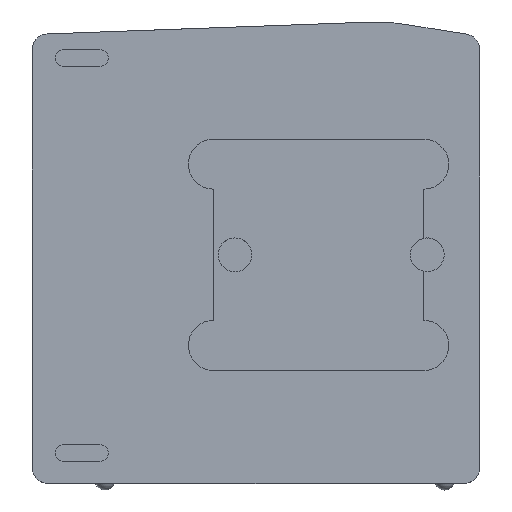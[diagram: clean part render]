
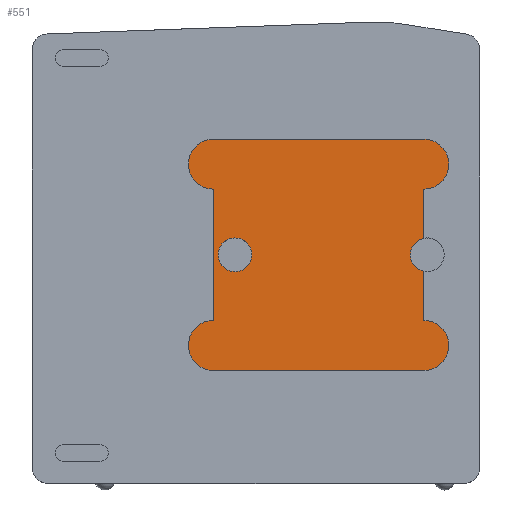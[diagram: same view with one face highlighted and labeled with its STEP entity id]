
A CAD part, top view. The second image highlights one B-rep face of the part: STEP entity #551.
In plain terms, the highlighted planar face has unit normal (0, 0, 1).
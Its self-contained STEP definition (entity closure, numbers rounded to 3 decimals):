
#118 = CARTESIAN_POINT ( 'NONE',  ( -10.646, 61.394, 5.05 ) ) ;
#199 = CARTESIAN_POINT ( 'NONE',  ( -10.646, 21.706, 5.05 ) ) ;
#288 = CARTESIAN_POINT ( 'NONE',  ( -10.646, 40.771, 5.05 ) ) ;
#296 = EDGE_CURVE ( 'NONE', #6165, #6165, #3440, .T. ) ;
#355 = VECTOR ( 'NONE', #6102, 1000. ) ;
#509 = FACE_BOUND ( 'NONE', #5126, .T. ) ;
#551 = ADVANCED_FACE ( 'NONE', ( #4927, #509 ), #7335, .F. ) ;
#683 = CARTESIAN_POINT ( 'NONE',  ( -51.146, 21.706, 5.05 ) ) ;
#725 = DIRECTION ( 'NONE',  ( -1., 0., 0. ) ) ;
#835 = CIRCLE ( 'NONE', #5451, 4.813 ) ;
#879 = ORIENTED_EDGE ( 'NONE', *, *, #296, .F. ) ;
#949 = AXIS2_PLACEMENT_3D ( 'NONE', #1527, #5138, #4939 ) ;
#1062 = ORIENTED_EDGE ( 'NONE', *, *, #1679, .F. ) ;
#1409 = DIRECTION ( 'NONE',  ( 1., 0., 0. ) ) ;
#1455 = DIRECTION ( 'NONE',  ( 0., 0., -1. ) ) ;
#1493 = CARTESIAN_POINT ( 'NONE',  ( -51.146, 61.394, 5.05 ) ) ;
#1527 = CARTESIAN_POINT ( 'NONE',  ( -10., 43.956, 5.05 ) ) ;
#1679 = EDGE_CURVE ( 'NONE', #3840, #3427, #7289, .T. ) ;
#1710 = CARTESIAN_POINT ( 'NONE',  ( -50.25, 43.956, 5.05 ) ) ;
#1838 = ORIENTED_EDGE ( 'NONE', *, *, #5981, .F. ) ;
#1846 = ORIENTED_EDGE ( 'NONE', *, *, #5507, .F. ) ;
#2014 = VERTEX_POINT ( 'NONE', #7548 ) ;
#2029 = VERTEX_POINT ( 'NONE', #288 ) ;
#2215 = EDGE_CURVE ( 'NONE', #4749, #5228, #2851, .T. ) ;
#2273 = CIRCLE ( 'NONE', #2662, 4.813 ) ;
#2351 = LINE ( 'NONE', #6014, #4796 ) ;
#2359 = LINE ( 'NONE', #4869, #355 ) ;
#2386 = DIRECTION ( 'NONE',  ( 0., 1., 0. ) ) ;
#2391 = EDGE_CURVE ( 'NONE', #2014, #3840, #2273, .T. ) ;
#2402 = CARTESIAN_POINT ( 'NONE',  ( -51.146, 31.331, 5.05 ) ) ;
#2608 = VECTOR ( 'NONE', #725, 1000. ) ;
#2662 = AXIS2_PLACEMENT_3D ( 'NONE', #3288, #3276, #3227 ) ;
#2726 = CARTESIAN_POINT ( 'NONE',  ( -51.146, 66.206, 5.05 ) ) ;
#2831 = ORIENTED_EDGE ( 'NONE', *, *, #3137, .F. ) ;
#2851 = CIRCLE ( 'NONE', #6711, 4.813 ) ;
#3065 = ORIENTED_EDGE ( 'NONE', *, *, #2391, .F. ) ;
#3137 = EDGE_CURVE ( 'NONE', #5088, #2029, #3226, .T. ) ;
#3226 = CIRCLE ( 'NONE', #949, 3.25 ) ;
#3227 = DIRECTION ( 'NONE',  ( -1., 0., 0. ) ) ;
#3276 = DIRECTION ( 'NONE',  ( 0., 0., -1. ) ) ;
#3288 = CARTESIAN_POINT ( 'NONE',  ( -10.646, 26.519, 5.05 ) ) ;
#3362 = VERTEX_POINT ( 'NONE', #7384 ) ;
#3427 = VERTEX_POINT ( 'NONE', #4416 ) ;
#3430 = DIRECTION ( 'NONE',  ( -1., 0., 0. ) ) ;
#3439 = DIRECTION ( 'NONE',  ( 0., 0., -1. ) ) ;
#3440 = CIRCLE ( 'NONE', #3553, 3.25 ) ;
#3553 = AXIS2_PLACEMENT_3D ( 'NONE', #4420, #4405, #4396 ) ;
#3578 = LINE ( 'NONE', #2402, #7461 ) ;
#3840 = VERTEX_POINT ( 'NONE', #199 ) ;
#3952 = CARTESIAN_POINT ( 'NONE',  ( -10.646, 47.141, 5.05 ) ) ;
#4032 = ORIENTED_EDGE ( 'NONE', *, *, #2215, .F. ) ;
#4247 = CARTESIAN_POINT ( 'NONE',  ( -10.646, 31.331, 5.05 ) ) ;
#4364 = DIRECTION ( 'NONE',  ( 0., -1., 0. ) ) ;
#4396 = DIRECTION ( 'NONE',  ( -1., 0., 0. ) ) ;
#4405 = DIRECTION ( 'NONE',  ( 0., 0., 1. ) ) ;
#4416 = CARTESIAN_POINT ( 'NONE',  ( -51.146, 21.706, 5.05 ) ) ;
#4420 = CARTESIAN_POINT ( 'NONE',  ( -47., 43.956, 5.05 ) ) ;
#4459 = EDGE_CURVE ( 'NONE', #3362, #7747, #5419, .T. ) ;
#4480 = CARTESIAN_POINT ( 'NONE',  ( -10.646, 56.581, 5.05 ) ) ;
#4647 = EDGE_CURVE ( 'NONE', #7747, #4749, #2359, .T. ) ;
#4749 = VERTEX_POINT ( 'NONE', #7225 ) ;
#4796 = VECTOR ( 'NONE', #6107, 1000. ) ;
#4829 = AXIS2_PLACEMENT_3D ( 'NONE', #118, #3439, #3430 ) ;
#4869 = CARTESIAN_POINT ( 'NONE',  ( -51.146, 66.206, 5.05 ) ) ;
#4870 = ORIENTED_EDGE ( 'NONE', *, *, #7810, .F. ) ;
#4927 = FACE_OUTER_BOUND ( 'NONE', #6594, .T. ) ;
#4939 = DIRECTION ( 'NONE',  ( -1., 0., 0. ) ) ;
#5088 = VERTEX_POINT ( 'NONE', #3952 ) ;
#5126 = EDGE_LOOP ( 'NONE', ( #879 ) ) ;
#5138 = DIRECTION ( 'NONE',  ( 0., 0., 1. ) ) ;
#5228 = VERTEX_POINT ( 'NONE', #4480 ) ;
#5419 = CIRCLE ( 'NONE', #6308, 4.813 ) ;
#5451 = AXIS2_PLACEMENT_3D ( 'NONE', #7633, #7653, #7659 ) ;
#5496 = ORIENTED_EDGE ( 'NONE', *, *, #7288, .F. ) ;
#5507 = EDGE_CURVE ( 'NONE', #3427, #6691, #835, .T. ) ;
#5509 = LINE ( 'NONE', #4247, #6857 ) ;
#5660 = DIRECTION ( 'NONE',  ( -1., 0., 0. ) ) ;
#5697 = DIRECTION ( 'NONE',  ( 0., 0., -1. ) ) ;
#5707 = CARTESIAN_POINT ( 'NONE',  ( -10.646, 61.394, 5.05 ) ) ;
#5964 = CARTESIAN_POINT ( 'NONE',  ( -51.146, 31.331, 5.05 ) ) ;
#5981 = EDGE_CURVE ( 'NONE', #5228, #5088, #5509, .T. ) ;
#6014 = CARTESIAN_POINT ( 'NONE',  ( -10.646, 31.331, 5.05 ) ) ;
#6102 = DIRECTION ( 'NONE',  ( 1., 0., 0. ) ) ;
#6107 = DIRECTION ( 'NONE',  ( 0., -1., 0. ) ) ;
#6165 = VERTEX_POINT ( 'NONE', #1710 ) ;
#6308 = AXIS2_PLACEMENT_3D ( 'NONE', #1493, #1455, #1409 ) ;
#6531 = ORIENTED_EDGE ( 'NONE', *, *, #4459, .F. ) ;
#6594 = EDGE_LOOP ( 'NONE', ( #2831, #1838, #4032, #6897, #6531, #4870, #1846, #1062, #3065, #5496 ) ) ;
#6691 = VERTEX_POINT ( 'NONE', #5964 ) ;
#6711 = AXIS2_PLACEMENT_3D ( 'NONE', #5707, #5697, #5660 ) ;
#6857 = VECTOR ( 'NONE', #4364, 1000. ) ;
#6897 = ORIENTED_EDGE ( 'NONE', *, *, #4647, .F. ) ;
#7225 = CARTESIAN_POINT ( 'NONE',  ( -10.646, 66.206, 5.05 ) ) ;
#7288 = EDGE_CURVE ( 'NONE', #2029, #2014, #2351, .T. ) ;
#7289 = LINE ( 'NONE', #683, #2608 ) ;
#7335 = PLANE ( 'NONE',  #4829 ) ;
#7384 = CARTESIAN_POINT ( 'NONE',  ( -51.146, 56.581, 5.05 ) ) ;
#7461 = VECTOR ( 'NONE', #2386, 1000. ) ;
#7548 = CARTESIAN_POINT ( 'NONE',  ( -10.646, 31.331, 5.05 ) ) ;
#7633 = CARTESIAN_POINT ( 'NONE',  ( -51.146, 26.519, 5.05 ) ) ;
#7653 = DIRECTION ( 'NONE',  ( 0., 0., -1. ) ) ;
#7659 = DIRECTION ( 'NONE',  ( 1., 0., 0. ) ) ;
#7747 = VERTEX_POINT ( 'NONE', #2726 ) ;
#7810 = EDGE_CURVE ( 'NONE', #6691, #3362, #3578, .T. ) ;
